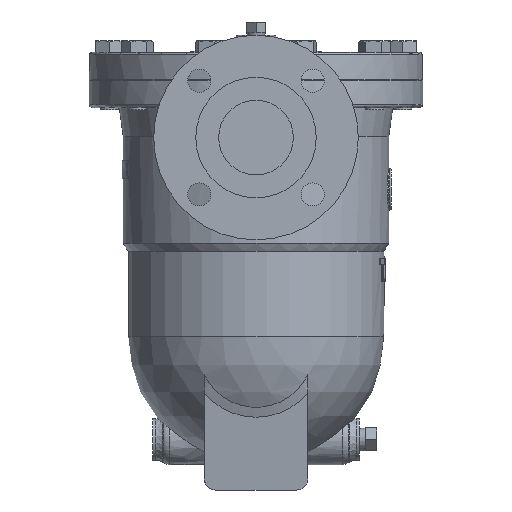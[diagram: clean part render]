
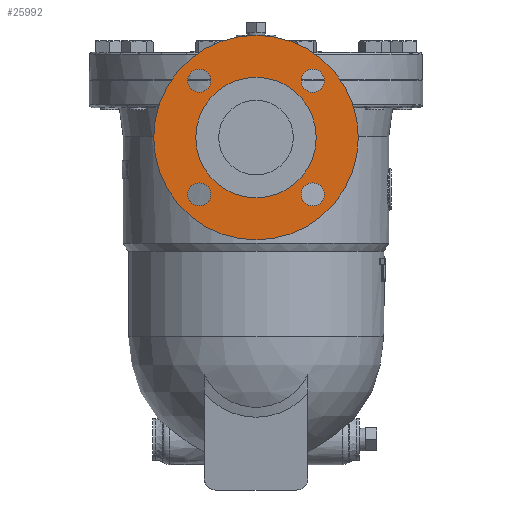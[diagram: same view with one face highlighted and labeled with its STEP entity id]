
A CAD part, left-side view. The second image highlights one B-rep face of the part: STEP entity #25992.
In plain terms, the highlighted planar face has unit normal (-1, 0, 0).
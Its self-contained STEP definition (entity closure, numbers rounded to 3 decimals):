
#25387=CARTESIAN_POINT('',(-189.4,-59.391,-99.391));
#25388=VERTEX_POINT('',#25387);
#25389=CARTESIAN_POINT('',(-189.4,-49.391,-99.391));
#25390=DIRECTION('',(1.0,0.0,0.0));
#25391=DIRECTION('',(0.0,-1.0,0.0));
#25392=AXIS2_PLACEMENT_3D('',#25389,#25390,#25391);
#25393=CIRCLE('',#25392,10.0);
#25394=EDGE_CURVE('',#25388,#25388,#25393,.T.);
#25436=CARTESIAN_POINT('',(-189.4,49.391,-109.391));
#25437=VERTEX_POINT('',#25436);
#25438=CARTESIAN_POINT('',(-189.4,49.391,-99.391));
#25439=DIRECTION('',(1.0,0.0,0.0));
#25440=DIRECTION('',(0.0,0.0,-1.0));
#25441=AXIS2_PLACEMENT_3D('',#25438,#25439,#25440);
#25442=CIRCLE('',#25441,10.0);
#25443=EDGE_CURVE('',#25437,#25437,#25442,.T.);
#25485=CARTESIAN_POINT('',(-189.4,59.391,-0.609));
#25486=VERTEX_POINT('',#25485);
#25487=CARTESIAN_POINT('',(-189.4,49.391,-0.609));
#25488=DIRECTION('',(1.0,0.0,0.0));
#25489=DIRECTION('',(0.0,1.0,0.0));
#25490=AXIS2_PLACEMENT_3D('',#25487,#25488,#25489);
#25491=CIRCLE('',#25490,10.0);
#25492=EDGE_CURVE('',#25486,#25486,#25491,.T.);
#25534=CARTESIAN_POINT('',(-189.4,-49.391,9.391));
#25535=VERTEX_POINT('',#25534);
#25536=CARTESIAN_POINT('',(-189.4,-49.391,-0.609));
#25537=DIRECTION('',(1.0,0.0,0.0));
#25538=DIRECTION('',(0.0,0.0,1.0));
#25539=AXIS2_PLACEMENT_3D('',#25536,#25537,#25538);
#25540=CIRCLE('',#25539,10.0);
#25541=EDGE_CURVE('',#25535,#25535,#25540,.T.);
#25953=CARTESIAN_POINT('',(-189.4,0.0,20.7));
#25954=DIRECTION('',(-1.0,0.0,0.0));
#25955=DIRECTION('',(0.0,0.0,1.0));
#25956=AXIS2_PLACEMENT_3D('',#25953,#25954,#25955);
#25957=PLANE('',#25956);
#25958=CARTESIAN_POINT('',(-189.4,0.0,39.));
#25959=VERTEX_POINT('',#25958);
#25960=CARTESIAN_POINT('',(-189.4,0.0,-50.));
#25961=DIRECTION('',(-1.0,0.0,0.0));
#25962=DIRECTION('',(0.0,0.0,1.0));
#25963=AXIS2_PLACEMENT_3D('',#25960,#25961,#25962);
#25964=CIRCLE('',#25963,89.0);
#25965=EDGE_CURVE('',#25959,#25959,#25964,.T.);
#25966=ORIENTED_EDGE('',*,*,#25965,.T.);
#25967=EDGE_LOOP('',(#25966));
#25968=FACE_OUTER_BOUND('',#25967,.T.);
#25969=ORIENTED_EDGE('',*,*,#25394,.T.);
#25970=EDGE_LOOP('',(#25969));
#25971=FACE_BOUND('',#25970,.T.);
#25972=ORIENTED_EDGE('',*,*,#25443,.T.);
#25973=EDGE_LOOP('',(#25972));
#25974=FACE_BOUND('',#25973,.T.);
#25975=ORIENTED_EDGE('',*,*,#25492,.T.);
#25976=EDGE_LOOP('',(#25975));
#25977=FACE_BOUND('',#25976,.T.);
#25978=ORIENTED_EDGE('',*,*,#25541,.T.);
#25979=EDGE_LOOP('',(#25978));
#25980=FACE_BOUND('',#25979,.T.);
#25981=CARTESIAN_POINT('',(-189.4,0.0,2.4));
#25982=VERTEX_POINT('',#25981);
#25983=CARTESIAN_POINT('',(-189.4,0.0,-50.));
#25984=DIRECTION('',(-1.0,0.0,0.0));
#25985=DIRECTION('',(0.0,0.0,1.0));
#25986=AXIS2_PLACEMENT_3D('',#25983,#25984,#25985);
#25987=CIRCLE('',#25986,52.4);
#25988=EDGE_CURVE('',#25982,#25982,#25987,.T.);
#25989=ORIENTED_EDGE('',*,*,#25988,.F.);
#25990=EDGE_LOOP('',(#25989));
#25991=FACE_BOUND('',#25990,.T.);
#25992=ADVANCED_FACE('',(#25968,#25971,#25974,#25977,#25980,#25991),#25957,.T.);
